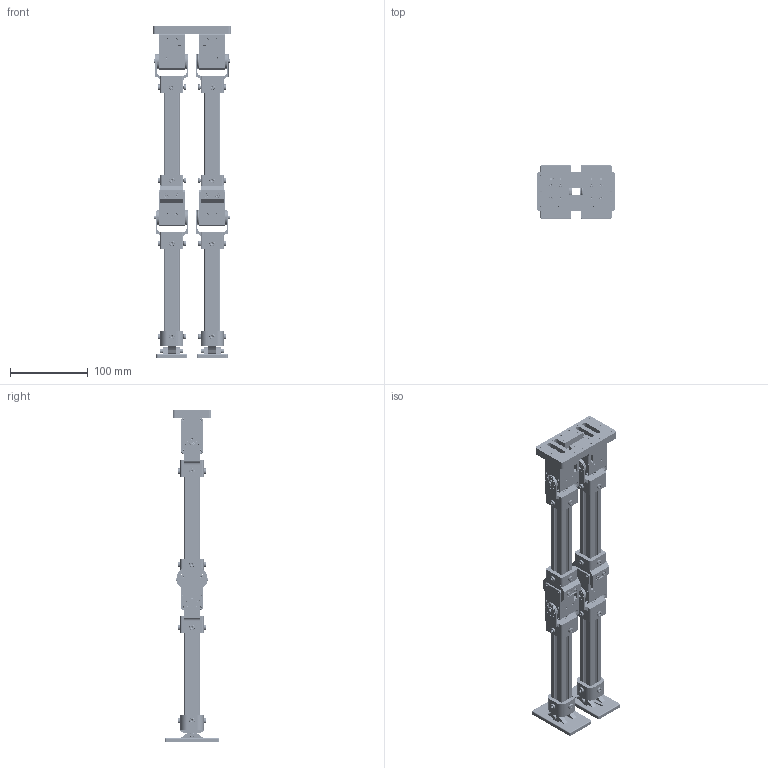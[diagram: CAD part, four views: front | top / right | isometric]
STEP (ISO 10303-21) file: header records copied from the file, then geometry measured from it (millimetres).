
FILE_DESCRIPTION(/* description */ ('STEP AP242','CAx-IF Rec.Pracs.---Representation and Presentation of Product Manufacturing Information (PMI)---4.0---2014-10-13','CAx-IF Rec.Pracs.---3D Tessellated Geometry---0.4---2014-09-14','2;1'),/* implementation_level */ '2;1');
FILE_NAME(/* name */ '66857e23c2e51236e0b2f4b8',/* time_stamp */ '2024-07-03T16:36:53Z',/* author */ (''),/* organization */ (''),/* preprocessor_version */ 'ST-DEVELOPER v20',/* originating_system */ ' ',/* authorisation */ ' ');
FILE_SCHEMA (('AP242_MANAGED_MODEL_BASED_3D_ENGINEERING_MIM_LF { 1 0 10303 442 1 1 4 }'));
Length unit declared in the file: metre
Products named in the file (29): Biped_Robot; Leg_Bottom_ASMB <2>; Screw_big; Leg_top_part_2; Bosh_part_bottom; Asmb_Foot_ZMP_1 <1>; Foot_Bosch20x20_ZMP_40x70; Foot_Bosch20x20_ZMP; Axis_diam_6mm_L30_Foot_ZMP; Hips_total_ASMB <1>; DXL_ASMB <2>; Motor_XMH_430_idler; Motor_XMH_430_hold; Motor_XMH_430; DXL_ASMB <1>; Hips_ASMB <1>; Screw_hips; Hips_part; Leg_Top_Full_ASMB <2>; Leg_Top_ASMB <1>; Screw_little; Leg_top_part_1; Bosh_part_top; Leg_Bottom_ASMB <1>; Leg_Top_Full_ASMB <1>
Assembly tree (119 placements, depth 4):
  Biped_Robot
    Leg_Bottom_ASMB <2>
      Screw_big  x8
      Leg_top_part_2
      Bosh_part_bottom
      Asmb_Foot_ZMP_1 <1>
        Foot_Bosch20x20_ZMP_40x70
        Foot_Bosch20x20_ZMP
        Axis_diam_6mm_L30_Foot_ZMP
    Hips_total_ASMB <1>
      DXL_ASMB <2>
        Motor_XMH_430_idler  x8
        Motor_XMH_430_hold
        Motor_XMH_430
      DXL_ASMB <1>
        Motor_XMH_430
        Motor_XMH_430_idler  x8
        Motor_XMH_430_hold
      Hips_ASMB <1>
        Screw_hips  x8
        Hips_part
    Leg_Top_Full_ASMB <2>
      Leg_Top_ASMB <1>
        Screw_little  x4
        Screw_big  x8
        Leg_top_part_1
        Leg_top_part_2
        Bosh_part_top
      DXL_ASMB <1>
        Motor_XMH_430_hold
        Motor_XMH_430_idler  x8
        Motor_XMH_430
    Leg_Bottom_ASMB <1>
      Bosh_part_bottom
      Screw_big  x8
      Leg_top_part_2
      Asmb_Foot_ZMP_1 <1>
        Foot_Bosch20x20_ZMP_40x70
        Foot_Bosch20x20_ZMP
        Axis_diam_6mm_L30_Foot_ZMP
    Leg_Top_Full_ASMB <1>
      DXL_ASMB <1>
        Motor_XMH_430_idler  x8
        Motor_XMH_430
        Motor_XMH_430_hold
      Leg_Top_ASMB <1>
        Screw_big  x8
        Leg_top_part_1
        Screw_little  x4
        Bosh_part_top
        Leg_top_part_2
Bounding box: 100 x 70.02 x 427.51 mm (x, y, z)
Volume: 455504.5 mm3; surface area: 256462.7 mm2
Topology: 105 solids, 105 shells, 3685 faces, 8997 edges, 5802 vertices
Faces by surface type: plane 2035, cylinder 892, cone 630, torus 128
Full cylindrical faces by diameter (mm): 1.6 x64, 2 x110, 2.05 x96, 2.48 x8, 2.5 x28, 2.6 x32, 2.8 x32, 3.4 x32, 4 x32, 4.1 x32, 4.5 x20, 4.6 x4, 4.8 x64, 6 x12, 7 x32, 8 x4, 8.2 x4, 9.5 x4, 12.2 x4, 15 x4, 19.5 x8
Entity records: 27308 total; most frequent: DIRECTION 4661, CARTESIAN_POINT 4608, ORIENTED_EDGE 4054, EDGE_CURVE 2027, AXIS2_PLACEMENT_3D 1651, VERTEX_POINT 1458, FACE_BOUND 1365, LINE 1359
